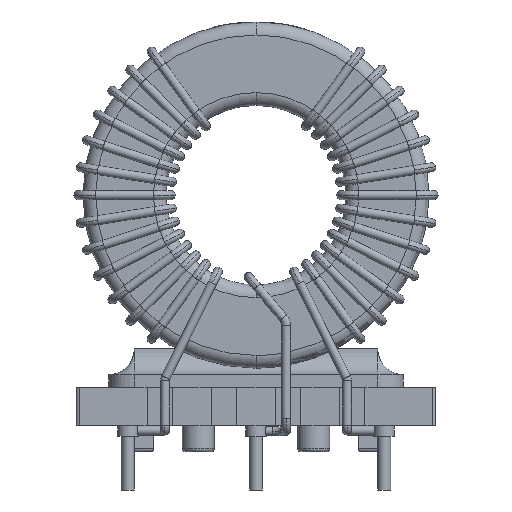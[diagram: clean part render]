
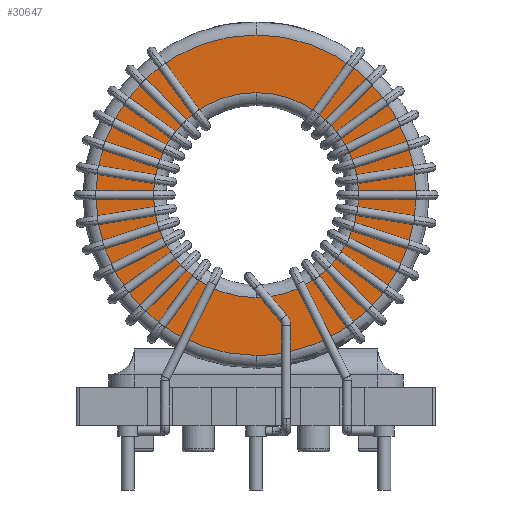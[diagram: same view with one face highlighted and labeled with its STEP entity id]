
A CAD part, front view. The second image highlights one B-rep face of the part: STEP entity #30647.
In plain terms, the highlighted planar face has unit normal (0, -1, 0).
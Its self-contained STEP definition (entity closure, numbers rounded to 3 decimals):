
#1068 = VERTEX_POINT ( 'NONE', #7255 ) ;
#1374 = ORIENTED_EDGE ( 'NONE', *, *, #21923, .F. ) ;
#1420 = VERTEX_POINT ( 'NONE', #8373 ) ;
#1615 = EDGE_CURVE ( 'NONE', #17923, #9966, #31676, .T. ) ;
#1835 = EDGE_CURVE ( 'NONE', #31931, #24008, #7330, .T. ) ;
#2208 = DIRECTION ( 'NONE',  ( 0., 0., 1. ) ) ;
#2472 = ORIENTED_EDGE ( 'NONE', *, *, #1615, .T. ) ;
#2770 = AXIS2_PLACEMENT_3D ( 'NONE', #44386, #15747, #30378 ) ;
#3042 = CARTESIAN_POINT ( 'NONE',  ( 0., -10., 0. ) ) ;
#3089 = DIRECTION ( 'NONE',  ( 0., 0., 1. ) ) ;
#3280 = CARTESIAN_POINT ( 'NONE',  ( 2.17, -10., -17.4 ) ) ;
#3300 = ORIENTED_EDGE ( 'NONE', *, *, #21658, .T. ) ;
#3592 = CARTESIAN_POINT ( 'NONE',  ( 0., -10., 8. ) ) ;
#3851 = DIRECTION ( 'NONE',  ( 0., 0., 1. ) ) ;
#3935 = ORIENTED_EDGE ( 'NONE', *, *, #38873, .T. ) ;
#4016 = DIRECTION ( 'NONE',  ( 0., 1., 0. ) ) ;
#4019 = EDGE_CURVE ( 'NONE', #30289, #19379, #37348, .T. ) ;
#4177 = CARTESIAN_POINT ( 'NONE',  ( 2.53, -10., -17.4 ) ) ;
#4573 = ORIENTED_EDGE ( 'NONE', *, *, #4019, .T. ) ;
#5109 = ORIENTED_EDGE ( 'NONE', *, *, #21540, .F. ) ;
#5788 = CARTESIAN_POINT ( 'NONE',  ( 0., -10., 0. ) ) ;
#7159 = EDGE_CURVE ( 'NONE', #28009, #1068, #10688, .T. ) ;
#7163 = CARTESIAN_POINT ( 'NONE',  ( 2.251, -10., -9.44 ) ) ;
#7255 = CARTESIAN_POINT ( 'NONE',  ( 0.981, -10., -7.94 ) ) ;
#7330 = LINE ( 'NONE', #3280, #46358 ) ;
#7388 = VERTEX_POINT ( 'NONE', #7163 ) ;
#7838 = DIRECTION ( 'NONE',  ( 0., -1., 0. ) ) ;
#8373 = CARTESIAN_POINT ( 'NONE',  ( 2.53, -10., -12.241 ) ) ;
#8423 = LINE ( 'NONE', #14872, #26050 ) ;
#8936 = CARTESIAN_POINT ( 'NONE',  ( 1.976, -10., -9.673 ) ) ;
#9966 = VERTEX_POINT ( 'NONE', #46843 ) ;
#10688 = CIRCLE ( 'NONE', #37518, 8. ) ;
#12521 = DIRECTION ( 'NONE',  ( 0., -1., 0. ) ) ;
#12772 = DIRECTION ( 'NONE',  ( 0., 0., 1. ) ) ;
#12882 = CARTESIAN_POINT ( 'NONE',  ( 2.17, -10., -12.31 ) ) ;
#12889 = ORIENTED_EDGE ( 'NONE', *, *, #1835, .F. ) ;
#13764 = ORIENTED_EDGE ( 'NONE', *, *, #25668, .F. ) ;
#13884 = CARTESIAN_POINT ( 'NONE',  ( 0., -10., 0. ) ) ;
#13890 = VECTOR ( 'NONE', #45715, 1000. ) ;
#13918 = DIRECTION ( 'NONE',  ( 0., 1., 0. ) ) ;
#14320 = AXIS2_PLACEMENT_3D ( 'NONE', #21228, #35922, #3089 ) ;
#14408 = AXIS2_PLACEMENT_3D ( 'NONE', #24626, #32116, #2208 ) ;
#14531 = CARTESIAN_POINT ( 'NONE',  ( 1.35, -10., -10.203 ) ) ;
#14715 = ORIENTED_EDGE ( 'NONE', *, *, #17164, .T. ) ;
#14872 = CARTESIAN_POINT ( 'NONE',  ( 2.251, -10., -9.44 ) ) ;
#15001 = DIRECTION ( 'NONE',  ( 0., 0., 1. ) ) ;
#15747 = DIRECTION ( 'NONE',  ( 0., 1., 0. ) ) ;
#15875 = ORIENTED_EDGE ( 'NONE', *, *, #23514, .F. ) ;
#15892 = VECTOR ( 'NONE', #34133, 1000. ) ;
#16593 = DIRECTION ( 'NONE',  ( 0., 0., 1. ) ) ;
#17164 = EDGE_CURVE ( 'NONE', #1420, #30289, #33744, .T. ) ;
#17616 = DIRECTION ( 'NONE',  ( 0., 0., 1. ) ) ;
#17923 = VERTEX_POINT ( 'NONE', #30907 ) ;
#19379 = VERTEX_POINT ( 'NONE', #34513 ) ;
#21228 = CARTESIAN_POINT ( 'NONE',  ( 0., -10., 0. ) ) ;
#21540 = EDGE_CURVE ( 'NONE', #1420, #41696, #26181, .T. ) ;
#21658 = EDGE_CURVE ( 'NONE', #19379, #24008, #25026, .T. ) ;
#21923 = EDGE_CURVE ( 'NONE', #7388, #1068, #8423, .T. ) ;
#23514 = EDGE_CURVE ( 'NONE', #41696, #7388, #43209, .T. ) ;
#23962 = CIRCLE ( 'NONE', #33152, 8. ) ;
#24008 = VERTEX_POINT ( 'NONE', #12882 ) ;
#24626 = CARTESIAN_POINT ( 'NONE',  ( 0., -10., 0. ) ) ;
#24751 = CARTESIAN_POINT ( 'NONE',  ( 0., -10., 12.5 ) ) ;
#25026 = CIRCLE ( 'NONE', #31210, 12.5 ) ;
#25668 = EDGE_CURVE ( 'NONE', #42020, #31931, #38772, .T. ) ;
#26050 = VECTOR ( 'NONE', #33586, 1000. ) ;
#26181 = LINE ( 'NONE', #4177, #15892 ) ;
#26956 = CARTESIAN_POINT ( 'NONE',  ( 2.17, -10., -10.203 ) ) ;
#27681 = DIRECTION ( 'NONE',  ( 0., -1., 0. ) ) ;
#27800 = AXIS2_PLACEMENT_3D ( 'NONE', #40513, #4016, #15001 ) ;
#27811 = AXIS2_PLACEMENT_3D ( 'NONE', #14531, #7838, #43912 ) ;
#28009 = VERTEX_POINT ( 'NONE', #3592 ) ;
#28875 = ORIENTED_EDGE ( 'NONE', *, *, #7159, .T. ) ;
#30289 = VERTEX_POINT ( 'NONE', #24751 ) ;
#30378 = DIRECTION ( 'NONE',  ( 0., 0., -1. ) ) ;
#30647 = ADVANCED_FACE ( 'NONE', ( #41528 ), #44952, .F. ) ;
#30907 = CARTESIAN_POINT ( 'NONE',  ( 0.544, -10., -7.982 ) ) ;
#31029 = CARTESIAN_POINT ( 'NONE',  ( 0., -10., 0. ) ) ;
#31210 = AXIS2_PLACEMENT_3D ( 'NONE', #31029, #12521, #12772 ) ;
#31676 = CIRCLE ( 'NONE', #27800, 8. ) ;
#31931 = VERTEX_POINT ( 'NONE', #26956 ) ;
#32045 = EDGE_LOOP ( 'NONE', ( #12889, #13764, #40561, #2472, #3935, #28875, #1374, #15875, #5109, #14715, #4573, #3300 ) ) ;
#32116 = DIRECTION ( 'NONE',  ( 0., 1., 0. ) ) ;
#33152 = AXIS2_PLACEMENT_3D ( 'NONE', #13884, #46884, #3851 ) ;
#33586 = DIRECTION ( 'NONE',  ( -0.646, 0., 0.763 ) ) ;
#33744 = CIRCLE ( 'NONE', #39963, 12.5 ) ;
#34133 = DIRECTION ( 'NONE',  ( 0., 0., 1. ) ) ;
#34513 = CARTESIAN_POINT ( 'NONE',  ( 0., -10., -12.5 ) ) ;
#35885 = DIRECTION ( 'NONE',  ( 0., 0., -1. ) ) ;
#35922 = DIRECTION ( 'NONE',  ( 0., -1., 0. ) ) ;
#37226 = EDGE_CURVE ( 'NONE', #17923, #42020, #39184, .T. ) ;
#37348 = CIRCLE ( 'NONE', #14320, 12.5 ) ;
#37518 = AXIS2_PLACEMENT_3D ( 'NONE', #5788, #13918, #16593 ) ;
#38772 = CIRCLE ( 'NONE', #2770, 0.82 ) ;
#38873 = EDGE_CURVE ( 'NONE', #9966, #28009, #23962, .T. ) ;
#39184 = LINE ( 'NONE', #8936, #13890 ) ;
#39963 = AXIS2_PLACEMENT_3D ( 'NONE', #3042, #27681, #17616 ) ;
#40013 = CARTESIAN_POINT ( 'NONE',  ( 2.53, -10., -10.203 ) ) ;
#40513 = CARTESIAN_POINT ( 'NONE',  ( 0., -10., 0. ) ) ;
#40561 = ORIENTED_EDGE ( 'NONE', *, *, #37226, .F. ) ;
#41528 = FACE_OUTER_BOUND ( 'NONE', #32045, .T. ) ;
#41696 = VERTEX_POINT ( 'NONE', #40013 ) ;
#42020 = VERTEX_POINT ( 'NONE', #43354 ) ;
#43209 = CIRCLE ( 'NONE', #27811, 1.18 ) ;
#43354 = CARTESIAN_POINT ( 'NONE',  ( 1.976, -10., -9.673 ) ) ;
#43912 = DIRECTION ( 'NONE',  ( 0., 0., 1. ) ) ;
#44386 = CARTESIAN_POINT ( 'NONE',  ( 1.35, -10., -10.203 ) ) ;
#44952 = PLANE ( 'NONE',  #14408 ) ;
#45715 = DIRECTION ( 'NONE',  ( 0.646, 0., -0.763 ) ) ;
#46358 = VECTOR ( 'NONE', #35885, 1000. ) ;
#46843 = CARTESIAN_POINT ( 'NONE',  ( 0., -10., -8. ) ) ;
#46884 = DIRECTION ( 'NONE',  ( 0., 1., 0. ) ) ;
